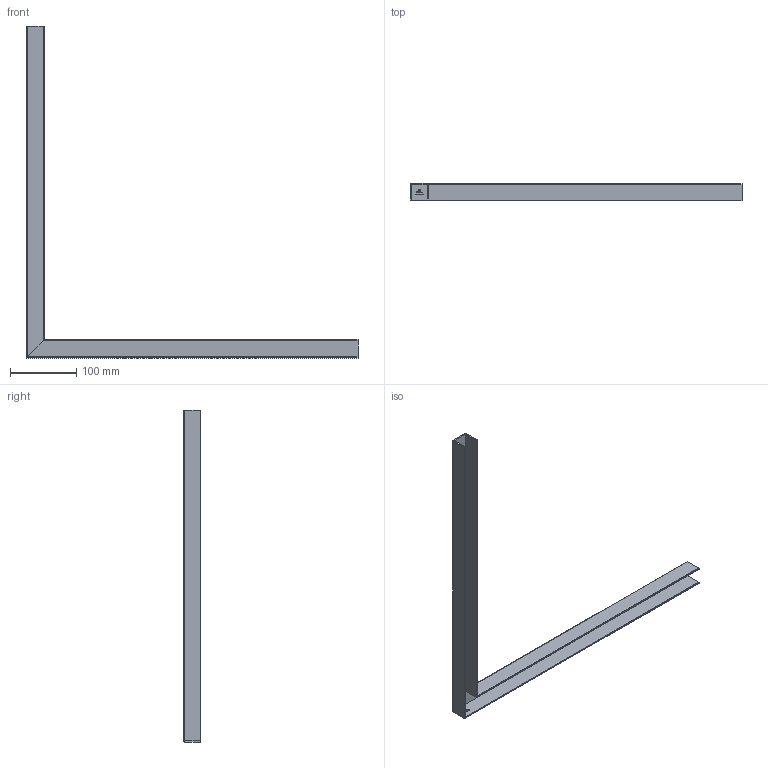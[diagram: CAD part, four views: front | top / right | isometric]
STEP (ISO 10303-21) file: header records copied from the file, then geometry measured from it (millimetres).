
FILE_DESCRIPTION (( 'STEP AP203' ), '1' );
FILE_NAME ('80530-V4A-90.STEP', '2021-08-12T08:52:49', ( '' ), ( '' ), 'SwSTEP 2.0', 'SolidWorks 2018', '' );
FILE_SCHEMA (( 'CONFIG_CONTROL_DESIGN' ));
Length unit declared in the file: millimetre
Products named in the file (2): 80530-V4A-90
Bounding box: 500 x 26 x 500 mm (x, y, z)
Volume: 145865.5 mm3; surface area: 149443 mm2
Topology: 1 solids, 1 shells, 332 faces, 880 edges, 582 vertices
Faces by surface type: plane 177, bspline 143, cylinder 12
Entity records: 17697 total; most frequent: CARTESIAN_POINT 10293, ORIENTED_EDGE 1760, DIRECTION 982, EDGE_CURVE 880, VERTEX_POINT 582, LINE 576, VECTOR 576, EDGE_LOOP 364
